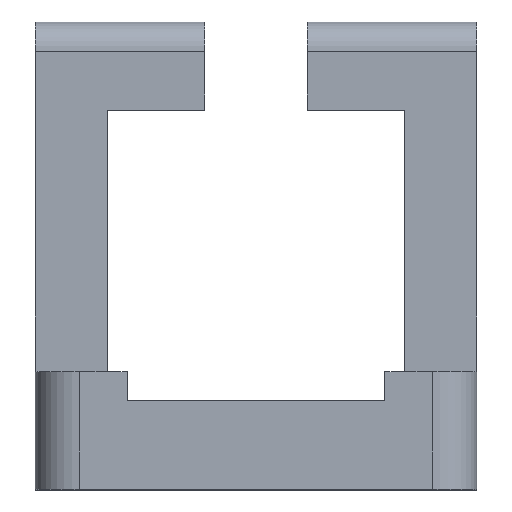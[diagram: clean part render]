
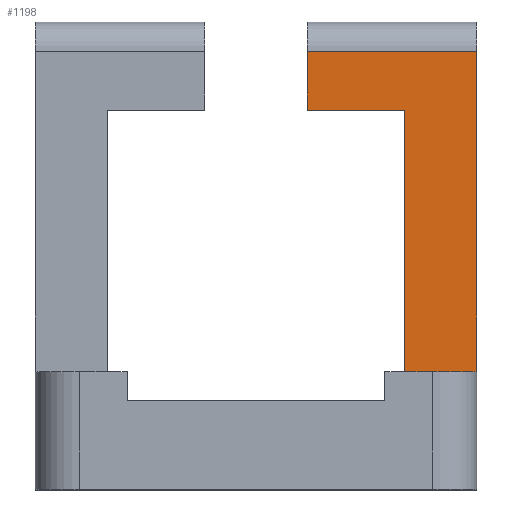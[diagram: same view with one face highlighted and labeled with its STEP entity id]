
A CAD part, top view. The second image highlights one B-rep face of the part: STEP entity #1198.
In plain terms, the highlighted planar face has unit normal (0, 0, 1).
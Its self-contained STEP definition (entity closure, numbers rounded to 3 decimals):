
#32 = PLANE('',#33);
#33 = AXIS2_PLACEMENT_3D('',#34,#35,#36);
#34 = CARTESIAN_POINT('',(15.,15.9,0.));
#35 = DIRECTION('',(1.,0.,0.));
#36 = DIRECTION('',(0.,-1.,0.));
#114 = VERTEX_POINT('',#115);
#115 = CARTESIAN_POINT('',(15.,13.9,6.2));
#130 = CYLINDRICAL_SURFACE('',#131,2.);
#131 = AXIS2_PLACEMENT_3D('',#132,#133,#134);
#132 = CARTESIAN_POINT('',(15.,13.9,4.2));
#133 = DIRECTION('',(-1.,-0.,-0.));
#134 = DIRECTION('',(-0.,1.,0.));
#142 = EDGE_CURVE('',#114,#143,#145,.T.);
#143 = VERTEX_POINT('',#144);
#144 = CARTESIAN_POINT('',(15.,-7.9,6.2));
#145 = SURFACE_CURVE('',#146,(#150,#157),.PCURVE_S1.);
#146 = LINE('',#147,#148);
#147 = CARTESIAN_POINT('',(15.,15.9,6.2));
#148 = VECTOR('',#149,1.);
#149 = DIRECTION('',(0.,-1.,0.));
#150 = PCURVE('',#32,#151);
#151 = DEFINITIONAL_REPRESENTATION('',(#152),#156);
#152 = LINE('',#153,#154);
#153 = CARTESIAN_POINT('',(0.,-6.2));
#154 = VECTOR('',#155,1.);
#155 = DIRECTION('',(1.,0.));
#156 = ( GEOMETRIC_REPRESENTATION_CONTEXT(2) 
PARAMETRIC_REPRESENTATION_CONTEXT() REPRESENTATION_CONTEXT('2D SPACE',''
  ) );
#157 = PCURVE('',#158,#163);
#158 = PLANE('',#159);
#159 = AXIS2_PLACEMENT_3D('',#160,#161,#162);
#160 = CARTESIAN_POINT('',(15.,15.9,6.2));
#161 = DIRECTION('',(0.,0.,1.));
#162 = DIRECTION('',(0.,-1.,0.));
#163 = DEFINITIONAL_REPRESENTATION('',(#164),#168);
#164 = LINE('',#165,#166);
#165 = CARTESIAN_POINT('',(0.,0.));
#166 = VECTOR('',#167,1.);
#167 = DIRECTION('',(1.,0.));
#168 = ( GEOMETRIC_REPRESENTATION_CONTEXT(2) 
PARAMETRIC_REPRESENTATION_CONTEXT() REPRESENTATION_CONTEXT('2D SPACE',''
  ) );
#186 = PLANE('',#187);
#187 = AXIS2_PLACEMENT_3D('',#188,#189,#190);
#188 = CARTESIAN_POINT('',(15.,-7.9,6.2));
#189 = DIRECTION('',(0.,1.,0.));
#190 = DIRECTION('',(0.,0.,1.));
#304 = PLANE('',#305);
#305 = AXIS2_PLACEMENT_3D('',#306,#307,#308);
#306 = CARTESIAN_POINT('',(3.5,9.9,0.));
#307 = DIRECTION('',(-1.,0.,0.));
#308 = DIRECTION('',(0.,1.,0.));
#657 = PLANE('',#658);
#658 = AXIS2_PLACEMENT_3D('',#659,#660,#661);
#659 = CARTESIAN_POINT('',(10.1,9.9,0.));
#660 = DIRECTION('',(1.,0.,0.));
#661 = DIRECTION('',(0.,-1.,0.));
#683 = PLANE('',#684);
#684 = AXIS2_PLACEMENT_3D('',#685,#686,#687);
#685 = CARTESIAN_POINT('',(10.1,9.9,0.));
#686 = DIRECTION('',(0.,-1.,0.));
#687 = DIRECTION('',(-1.,0.,0.));
#1072 = EDGE_CURVE('',#114,#1073,#1075,.T.);
#1073 = VERTEX_POINT('',#1074);
#1074 = CARTESIAN_POINT('',(3.5,13.9,6.2));
#1075 = SURFACE_CURVE('',#1076,(#1080,#1087),.PCURVE_S1.);
#1076 = LINE('',#1077,#1078);
#1077 = CARTESIAN_POINT('',(15.,13.9,6.2));
#1078 = VECTOR('',#1079,1.);
#1079 = DIRECTION('',(-1.,-0.,-0.));
#1080 = PCURVE('',#130,#1081);
#1081 = DEFINITIONAL_REPRESENTATION('',(#1082),#1086);
#1082 = LINE('',#1083,#1084);
#1083 = CARTESIAN_POINT('',(-1.571,0.));
#1084 = VECTOR('',#1085,1.);
#1085 = DIRECTION('',(-0.,1.));
#1086 = ( GEOMETRIC_REPRESENTATION_CONTEXT(2) 
PARAMETRIC_REPRESENTATION_CONTEXT() REPRESENTATION_CONTEXT('2D SPACE',''
  ) );
#1087 = PCURVE('',#158,#1088);
#1088 = DEFINITIONAL_REPRESENTATION('',(#1089),#1093);
#1089 = LINE('',#1090,#1091);
#1090 = CARTESIAN_POINT('',(2.,0.));
#1091 = VECTOR('',#1092,1.);
#1092 = DIRECTION('',(0.,-1.));
#1093 = ( GEOMETRIC_REPRESENTATION_CONTEXT(2) 
PARAMETRIC_REPRESENTATION_CONTEXT() REPRESENTATION_CONTEXT('2D SPACE',''
  ) );
#1126 = EDGE_CURVE('',#143,#1127,#1129,.T.);
#1127 = VERTEX_POINT('',#1128);
#1128 = CARTESIAN_POINT('',(10.1,-7.9,6.2));
#1129 = SURFACE_CURVE('',#1130,(#1134,#1141),.PCURVE_S1.);
#1130 = LINE('',#1131,#1132);
#1131 = CARTESIAN_POINT('',(15.,-7.9,6.2));
#1132 = VECTOR('',#1133,1.);
#1133 = DIRECTION('',(-1.,-0.,-0.));
#1134 = PCURVE('',#186,#1135);
#1135 = DEFINITIONAL_REPRESENTATION('',(#1136),#1140);
#1136 = LINE('',#1137,#1138);
#1137 = CARTESIAN_POINT('',(0.,0.));
#1138 = VECTOR('',#1139,1.);
#1139 = DIRECTION('',(0.,-1.));
#1140 = ( GEOMETRIC_REPRESENTATION_CONTEXT(2) 
PARAMETRIC_REPRESENTATION_CONTEXT() REPRESENTATION_CONTEXT('2D SPACE',''
  ) );
#1141 = PCURVE('',#158,#1142);
#1142 = DEFINITIONAL_REPRESENTATION('',(#1143),#1147);
#1143 = LINE('',#1144,#1145);
#1144 = CARTESIAN_POINT('',(23.8,0.));
#1145 = VECTOR('',#1146,1.);
#1146 = DIRECTION('',(0.,-1.));
#1147 = ( GEOMETRIC_REPRESENTATION_CONTEXT(2) 
PARAMETRIC_REPRESENTATION_CONTEXT() REPRESENTATION_CONTEXT('2D SPACE',''
  ) );
#1198 = ADVANCED_FACE('',(#1199),#158,.T.);
#1199 = FACE_BOUND('',#1200,.T.);
#1200 = EDGE_LOOP('',(#1201,#1202,#1203,#1224,#1245,#1264));
#1201 = ORIENTED_EDGE('',*,*,#142,.F.);
#1202 = ORIENTED_EDGE('',*,*,#1072,.T.);
#1203 = ORIENTED_EDGE('',*,*,#1204,.F.);
#1204 = EDGE_CURVE('',#1205,#1073,#1207,.T.);
#1205 = VERTEX_POINT('',#1206);
#1206 = CARTESIAN_POINT('',(3.5,9.9,6.2));
#1207 = SURFACE_CURVE('',#1208,(#1212,#1218),.PCURVE_S1.);
#1208 = LINE('',#1209,#1210);
#1209 = CARTESIAN_POINT('',(3.5,12.9,6.2));
#1210 = VECTOR('',#1211,1.);
#1211 = DIRECTION('',(0.,1.,0.));
#1212 = PCURVE('',#158,#1213);
#1213 = DEFINITIONAL_REPRESENTATION('',(#1214),#1217);
#1214 = B_SPLINE_CURVE_WITH_KNOTS('',1,(#1215,#1216),.UNSPECIFIED.,.F.,
  .F.,(2,2),(-3.,3.),.PIECEWISE_BEZIER_KNOTS.);
#1215 = CARTESIAN_POINT('',(6.,-11.5));
#1216 = CARTESIAN_POINT('',(0.,-11.5));
#1217 = ( GEOMETRIC_REPRESENTATION_CONTEXT(2) 
PARAMETRIC_REPRESENTATION_CONTEXT() REPRESENTATION_CONTEXT('2D SPACE',''
  ) );
#1218 = PCURVE('',#304,#1219);
#1219 = DEFINITIONAL_REPRESENTATION('',(#1220),#1223);
#1220 = B_SPLINE_CURVE_WITH_KNOTS('',1,(#1221,#1222),.UNSPECIFIED.,.F.,
  .F.,(2,2),(-3.,3.),.PIECEWISE_BEZIER_KNOTS.);
#1221 = CARTESIAN_POINT('',(0.,-6.2));
#1222 = CARTESIAN_POINT('',(6.,-6.2));
#1223 = ( GEOMETRIC_REPRESENTATION_CONTEXT(2) 
PARAMETRIC_REPRESENTATION_CONTEXT() REPRESENTATION_CONTEXT('2D SPACE',''
  ) );
#1224 = ORIENTED_EDGE('',*,*,#1225,.F.);
#1225 = EDGE_CURVE('',#1226,#1205,#1228,.T.);
#1226 = VERTEX_POINT('',#1227);
#1227 = CARTESIAN_POINT('',(10.1,9.9,6.2));
#1228 = SURFACE_CURVE('',#1229,(#1233,#1239),.PCURVE_S1.);
#1229 = LINE('',#1230,#1231);
#1230 = CARTESIAN_POINT('',(12.55,9.9,6.2));
#1231 = VECTOR('',#1232,1.);
#1232 = DIRECTION('',(-1.,0.,0.));
#1233 = PCURVE('',#158,#1234);
#1234 = DEFINITIONAL_REPRESENTATION('',(#1235),#1238);
#1235 = B_SPLINE_CURVE_WITH_KNOTS('',1,(#1236,#1237),.UNSPECIFIED.,.F.,
  .F.,(2,2),(2.45,9.05),.PIECEWISE_BEZIER_KNOTS.);
#1236 = CARTESIAN_POINT('',(6.,-4.9));
#1237 = CARTESIAN_POINT('',(6.,-11.5));
#1238 = ( GEOMETRIC_REPRESENTATION_CONTEXT(2) 
PARAMETRIC_REPRESENTATION_CONTEXT() REPRESENTATION_CONTEXT('2D SPACE',''
  ) );
#1239 = PCURVE('',#683,#1240);
#1240 = DEFINITIONAL_REPRESENTATION('',(#1241),#1244);
#1241 = B_SPLINE_CURVE_WITH_KNOTS('',1,(#1242,#1243),.UNSPECIFIED.,.F.,
  .F.,(2,2),(2.45,9.05),.PIECEWISE_BEZIER_KNOTS.);
#1242 = CARTESIAN_POINT('',(0.,-6.2));
#1243 = CARTESIAN_POINT('',(6.6,-6.2));
#1244 = ( GEOMETRIC_REPRESENTATION_CONTEXT(2) 
PARAMETRIC_REPRESENTATION_CONTEXT() REPRESENTATION_CONTEXT('2D SPACE',''
  ) );
#1245 = ORIENTED_EDGE('',*,*,#1246,.T.);
#1246 = EDGE_CURVE('',#1226,#1127,#1247,.T.);
#1247 = SURFACE_CURVE('',#1248,(#1252,#1258),.PCURVE_S1.);
#1248 = LINE('',#1249,#1250);
#1249 = CARTESIAN_POINT('',(10.1,12.9,6.2));
#1250 = VECTOR('',#1251,1.);
#1251 = DIRECTION('',(0.,-1.,0.));
#1252 = PCURVE('',#158,#1253);
#1253 = DEFINITIONAL_REPRESENTATION('',(#1254),#1257);
#1254 = B_SPLINE_CURVE_WITH_KNOTS('',1,(#1255,#1256),.UNSPECIFIED.,.F.,
  .F.,(2,2),(3.,20.8),.PIECEWISE_BEZIER_KNOTS.);
#1255 = CARTESIAN_POINT('',(6.,-4.9));
#1256 = CARTESIAN_POINT('',(23.8,-4.9));
#1257 = ( GEOMETRIC_REPRESENTATION_CONTEXT(2) 
PARAMETRIC_REPRESENTATION_CONTEXT() REPRESENTATION_CONTEXT('2D SPACE',''
  ) );
#1258 = PCURVE('',#657,#1259);
#1259 = DEFINITIONAL_REPRESENTATION('',(#1260),#1263);
#1260 = B_SPLINE_CURVE_WITH_KNOTS('',1,(#1261,#1262),.UNSPECIFIED.,.F.,
  .F.,(2,2),(3.,20.8),.PIECEWISE_BEZIER_KNOTS.);
#1261 = CARTESIAN_POINT('',(0.,-6.2));
#1262 = CARTESIAN_POINT('',(17.8,-6.2));
#1263 = ( GEOMETRIC_REPRESENTATION_CONTEXT(2) 
PARAMETRIC_REPRESENTATION_CONTEXT() REPRESENTATION_CONTEXT('2D SPACE',''
  ) );
#1264 = ORIENTED_EDGE('',*,*,#1126,.F.);
